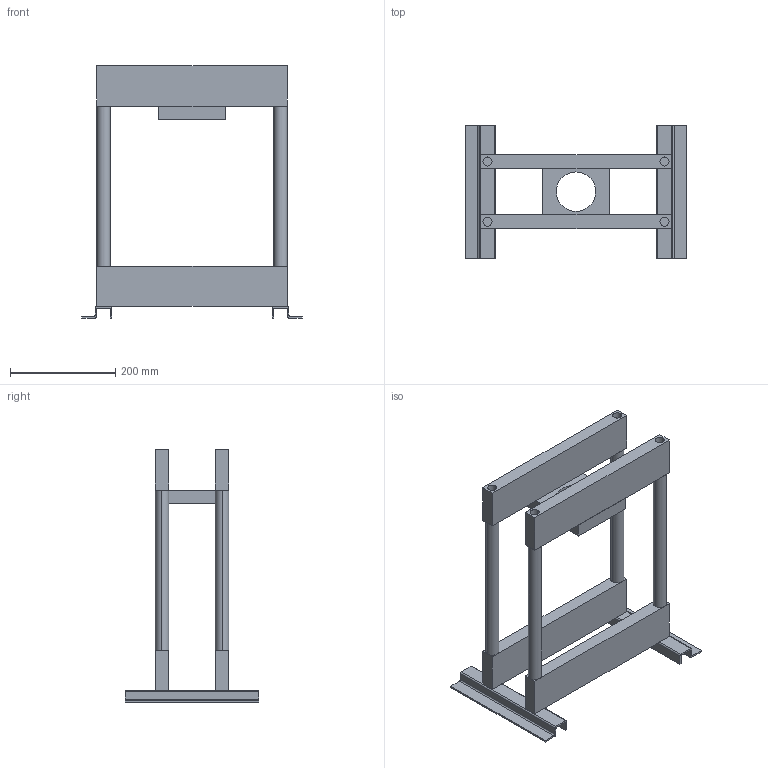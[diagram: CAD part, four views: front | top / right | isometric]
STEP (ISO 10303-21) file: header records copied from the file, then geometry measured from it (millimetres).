
FILE_DESCRIPTION (( 'STEP AP203' ), '1' );
FILE_NAME ('12MCP1215X.STEP', '2020-12-03T21:45:00', ( '' ), ( '' ), 'SwSTEP 2.0', 'SolidWorks 2020', '' );
FILE_SCHEMA (( 'CONFIG_CONTROL_DESIGN' ));
Length unit declared in the file: inch
Products named in the file (1): 12MCP1215X
Bounding box: 419.5 x 254 x 479.43 mm (x, y, z)
Volume: 3766748.5 mm3; surface area: 583444.8 mm2
Topology: 11 solids, 11 shells, 108 faces, 258 edges, 172 vertices
Faces by surface type: plane 62, cylinder 46
Entity records: 3265 total; most frequent: DIRECTION 568, CARTESIAN_POINT 539, ORIENTED_EDGE 516, EDGE_CURVE 258, AXIS2_PLACEMENT_3D 201, VERTEX_POINT 172, LINE 166, VECTOR 166
